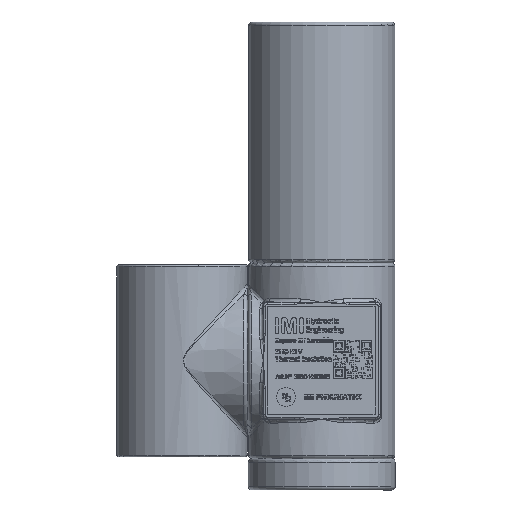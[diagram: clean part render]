
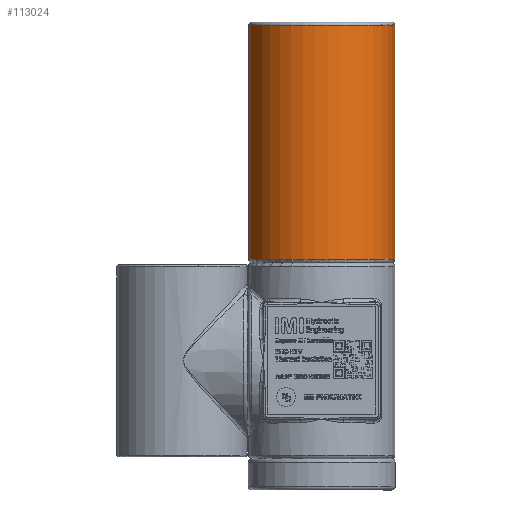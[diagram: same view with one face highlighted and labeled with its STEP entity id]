
A CAD part, left-side view. The second image highlights one B-rep face of the part: STEP entity #113024.
In plain terms, the highlighted cylindrical face has radius 42 mm (diameter 84 mm), a partial arc.
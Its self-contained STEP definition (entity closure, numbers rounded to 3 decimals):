
#19345=LINE('',#226917,#28663);
#19351=LINE('',#226926,#28669);
#19360=LINE('',#226955,#28678);
#19364=LINE('',#226968,#28682);
#19365=LINE('',#226969,#28683);
#19366=LINE('',#226970,#28684);
#28663=VECTOR('',#139065,1.);
#28669=VECTOR('',#139077,1.);
#28678=VECTOR('',#139112,1.);
#28682=VECTOR('',#139134,1.);
#28683=VECTOR('',#139135,1.);
#28684=VECTOR('',#139136,1.);
#29365=CYLINDRICAL_SURFACE('',#118804,42.);
#35011=FACE_OUTER_BOUND('',#41398,.T.);
#41398=EDGE_LOOP('',(#99350,#99351,#99352,#99353,#99354,#99355,#99356,#99357));
#43336=CIRCLE('',#118605,42.);
#43340=CIRCLE('',#118612,42.);
#53348=VERTEX_POINT('',#223211);
#53350=VERTEX_POINT('',#223225);
#53354=VERTEX_POINT('',#223245);
#53357=VERTEX_POINT('',#223313);
#53470=VERTEX_POINT('',#226611);
#53480=VERTEX_POINT('',#226655);
#53496=VERTEX_POINT('',#226896);
#53503=VERTEX_POINT('',#226916);
#68624=EDGE_CURVE('',#53348,#53350,#43336,.T.);
#68633=EDGE_CURVE('',#53354,#53357,#43340,.T.);
#68881=EDGE_CURVE('',#53503,#53350,#19345,.T.);
#68887=EDGE_CURVE('',#53496,#53480,#19351,.T.);
#68899=EDGE_CURVE('',#53354,#53470,#19360,.T.);
#68903=EDGE_CURVE('',#53348,#53496,#19364,.T.);
#68904=EDGE_CURVE('',#53470,#53503,#19365,.T.);
#68905=EDGE_CURVE('',#53480,#53357,#19366,.T.);
#99350=ORIENTED_EDGE('',*,*,#68903,.F.);
#99351=ORIENTED_EDGE('',*,*,#68624,.T.);
#99352=ORIENTED_EDGE('',*,*,#68881,.F.);
#99353=ORIENTED_EDGE('',*,*,#68904,.F.);
#99354=ORIENTED_EDGE('',*,*,#68899,.F.);
#99355=ORIENTED_EDGE('',*,*,#68633,.T.);
#99356=ORIENTED_EDGE('',*,*,#68905,.F.);
#99357=ORIENTED_EDGE('',*,*,#68887,.F.);
#113024=ADVANCED_FACE('',(#35011),#29365,.T.);
#118605=AXIS2_PLACEMENT_3D('',#223236,#138639,#138640);
#118612=AXIS2_PLACEMENT_3D('',#223325,#138656,#138657);
#118804=AXIS2_PLACEMENT_3D('',#226967,#139132,#139133);
#138639=DIRECTION('center_axis',(0.,0.,
1.));
#138640=DIRECTION('ref_axis',(-1.,0.,0.));
#138656=DIRECTION('center_axis',(0.,0.,
-1.));
#138657=DIRECTION('ref_axis',(1.,0.,0.));
#139065=DIRECTION('',(0.,0.,-1.));
#139077=DIRECTION('',(0.,0.,1.));
#139112=DIRECTION('',(0.,0.,-1.));
#139132=DIRECTION('center_axis',(0.,0.,
1.));
#139133=DIRECTION('ref_axis',(-1.,0.,0.));
#139134=DIRECTION('',(0.,0.,1.));
#139135=DIRECTION('',(0.,0.,-1.));
#139136=DIRECTION('',(0.,0.,1.));
#223211=CARTESIAN_POINT('',(-4.,41.809,58.));
#223225=CARTESIAN_POINT('',(-4.,-41.809,58.));
#223236=CARTESIAN_POINT('Origin',(0.,0.,
58.));
#223245=CARTESIAN_POINT('',(-4.,-41.809,192.));
#223313=CARTESIAN_POINT('',(-4.,41.809,192.));
#223325=CARTESIAN_POINT('Origin',(0.,0.,
192.));
#226611=CARTESIAN_POINT('',(-4.,-41.809,92.));
#226655=CARTESIAN_POINT('',(-4.,41.809,94.));
#226896=CARTESIAN_POINT('',(-4.,41.809,73.617));
#226916=CARTESIAN_POINT('',(-4.,-41.809,75.383));
#226917=CARTESIAN_POINT('',(-4.,-41.809,56.));
#226926=CARTESIAN_POINT('',(-4.,41.809,56.));
#226955=CARTESIAN_POINT('',(-4.,-41.809,56.));
#226967=CARTESIAN_POINT('Origin',(0.,0.,
56.));
#226968=CARTESIAN_POINT('',(-4.,41.809,56.));
#226969=CARTESIAN_POINT('',(-4.,-41.809,56.));
#226970=CARTESIAN_POINT('',(-4.,41.809,56.));
